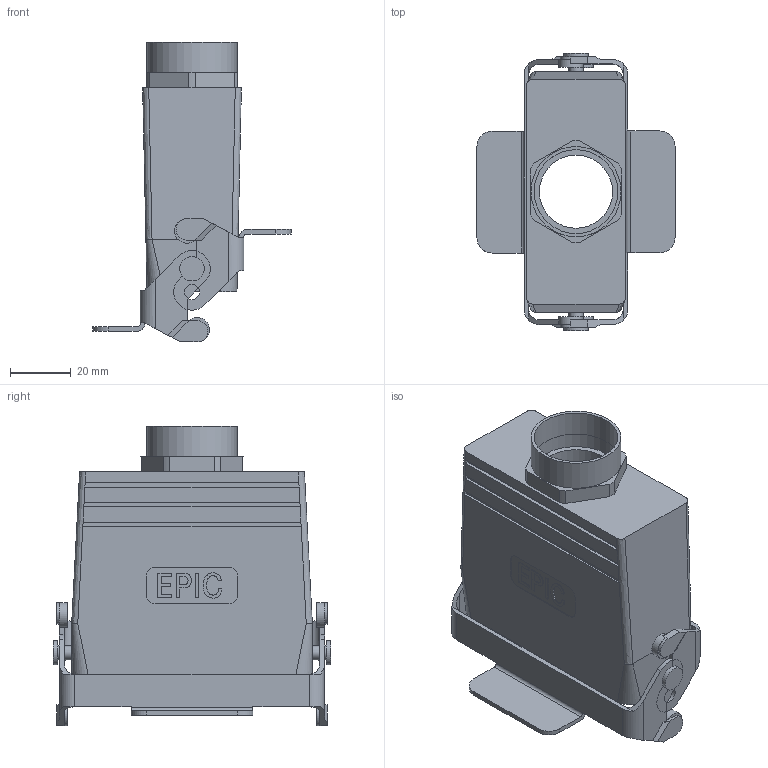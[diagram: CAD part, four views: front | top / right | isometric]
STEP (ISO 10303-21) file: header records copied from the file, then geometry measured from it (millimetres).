
FILE_DESCRIPTION( ( 'Unknown' ), '1' );
FILE_NAME( 'H_A_16_TBFH_21_ASM_C.stp', 'Unknown', ( 'Unknown' ), ( 'Unknown' ), 'PSStep 11.0', 'Unknown', ' ' );
FILE_SCHEMA( ( 'AUTOMOTIVE_DESIGN { 1 0 10303 214 1 1 1 1 }' ) );
Length unit declared in the file: millimetre
Products named in the file (3): Assem1; H_A_16_LB_C; H_A_16_TBFH_21_C
Bounding box: 65 x 91 x 98.4 mm (x, y, z)
Volume: 122162.3 mm3; surface area: 79634.4 mm2
Topology: 4 solids, 4 shells, 410 faces, 1040 edges, 674 vertices
Faces by surface type: plane 292, cylinder 92, bspline 16, extrusion 10
Full cylindrical faces by diameter (mm): 2.459 x8, 4.7 x4, 5 x4, 8 x8, 24 x2, 27.54 x4, 29.6 x2
Entity records: 8293 total; most frequent: CARTESIAN_POINT 1899, ORIENTED_EDGE 1000, DIRECTION 882, EDGE_CURVE 500, VERTEX_POINT 333, VECTOR 298, LINE 293, AXIS2_PLACEMENT_3D 292
